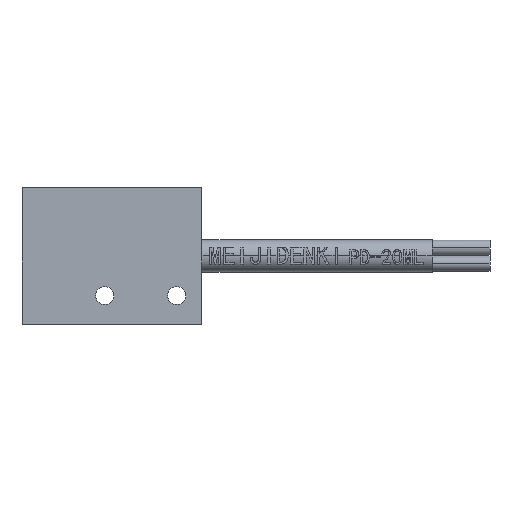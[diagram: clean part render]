
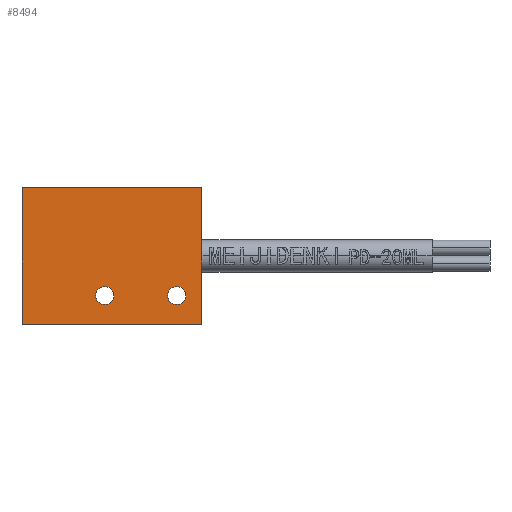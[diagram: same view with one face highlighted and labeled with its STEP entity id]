
A CAD part, top view. The second image highlights one B-rep face of the part: STEP entity #8494.
In plain terms, the highlighted planar face has unit normal (0, 0, 1).
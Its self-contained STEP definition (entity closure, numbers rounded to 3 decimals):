
#2985=DIRECTION('',(0.,-1.,0.));
#2986=VECTOR('',#2985,19.);
#2987=CARTESIAN_POINT('',(12.5,9.5,2.5));
#2988=LINE('',#2987,#2986);
#3051=DIRECTION('',(1.,0.,0.));
#3052=VECTOR('',#3051,25.);
#3053=CARTESIAN_POINT('',(-12.5,9.5,2.5));
#3054=LINE('',#3053,#3052);
#3083=DIRECTION('',(0.,1.,0.));
#3084=VECTOR('',#3083,19.);
#3085=CARTESIAN_POINT('',(-12.5,-9.5,2.5));
#3086=LINE('',#3085,#3084);
#3095=CARTESIAN_POINT('',(-1.,-5.5,2.5));
#3096=DIRECTION('',(0.,0.,1.));
#3097=DIRECTION('',(1.,0.,0.));
#3098=AXIS2_PLACEMENT_3D('',#3095,#3096,#3097);
#3100=CARTESIAN_POINT('',(-1.,-5.5,2.5));
#3101=DIRECTION('',(0.,0.,1.));
#3102=DIRECTION('',(-1.,0.,0.));
#3103=AXIS2_PLACEMENT_3D('',#3100,#3101,#3102);
#3105=CARTESIAN_POINT('',(9.,-5.5,2.5));
#3106=DIRECTION('',(0.,0.,1.));
#3107=DIRECTION('',(1.,0.,0.));
#3108=AXIS2_PLACEMENT_3D('',#3105,#3106,#3107);
#3110=CARTESIAN_POINT('',(9.,-5.5,2.5));
#3111=DIRECTION('',(0.,0.,1.));
#3112=DIRECTION('',(-1.,0.,0.));
#3113=AXIS2_PLACEMENT_3D('',#3110,#3111,#3112);
#3119=DIRECTION('',(-1.,0.,0.));
#3120=VECTOR('',#3119,25.);
#3121=CARTESIAN_POINT('',(12.5,-9.5,2.5));
#3122=LINE('',#3121,#3120);
#3806=CARTESIAN_POINT('',(-12.5,9.5,2.5));
#3808=VERTEX_POINT('',#3806);
#4164=CARTESIAN_POINT('',(12.5,-9.5,2.5));
#4165=VERTEX_POINT('',#4164);
#4288=CARTESIAN_POINT('',(12.5,9.5,2.5));
#4289=VERTEX_POINT('',#4288);
#4547=CARTESIAN_POINT('',(-12.5,-9.5,2.5));
#4548=VERTEX_POINT('',#4547);
#4622=CARTESIAN_POINT('',(0.25,-5.5,2.5));
#4623=CARTESIAN_POINT('',(-2.25,-5.5,2.5));
#4624=VERTEX_POINT('',#4622);
#4625=VERTEX_POINT('',#4623);
#4626=CARTESIAN_POINT('',(10.25,-5.5,2.5));
#4627=CARTESIAN_POINT('',(7.75,-5.5,2.5));
#4628=VERTEX_POINT('',#4626);
#4629=VERTEX_POINT('',#4627);
#8470=CARTESIAN_POINT('',(0.,0.,2.5));
#8471=DIRECTION('',(0.,0.,-1.));
#8472=DIRECTION('',(-1.,0.,0.));
#8473=AXIS2_PLACEMENT_3D('',#8470,#8471,#8472);
#8474=PLANE('',#8473);
#8475=ORIENTED_EDGE('',*,*,#8359,.T.);
#8477=ORIENTED_EDGE('',*,*,#8476,.T.);
#8478=ORIENTED_EDGE('',*,*,#8462,.T.);
#8479=ORIENTED_EDGE('',*,*,#8410,.T.);
#8480=EDGE_LOOP('',(#8475,#8477,#8478,#8479));
#8481=FACE_OUTER_BOUND('',#8480,.F.);
#8483=ORIENTED_EDGE('',*,*,#8482,.T.);
#8485=ORIENTED_EDGE('',*,*,#8484,.T.);
#8486=EDGE_LOOP('',(#8483,#8485));
#8487=FACE_BOUND('',#8486,.F.);
#8489=ORIENTED_EDGE('',*,*,#8488,.T.);
#8491=ORIENTED_EDGE('',*,*,#8490,.T.);
#8492=EDGE_LOOP('',(#8489,#8491));
#8493=FACE_BOUND('',#8492,.F.);
#3099=CIRCLE('',#3098,1.25);
#3104=CIRCLE('',#3103,1.25);
#3109=CIRCLE('',#3108,1.25);
#3114=CIRCLE('',#3113,1.25);
#8359=EDGE_CURVE('',#4289,#4165,#2988,.T.);
#8410=EDGE_CURVE('',#3808,#4289,#3054,.T.);
#8462=EDGE_CURVE('',#4548,#3808,#3086,.T.);
#8476=EDGE_CURVE('',#4165,#4548,#3122,.T.);
#8482=EDGE_CURVE('',#4624,#4625,#3099,.T.);
#8484=EDGE_CURVE('',#4625,#4624,#3104,.T.);
#8488=EDGE_CURVE('',#4628,#4629,#3109,.T.);
#8490=EDGE_CURVE('',#4629,#4628,#3114,.T.);
#8494=ADVANCED_FACE('',(#8481,#8487,#8493),#8474,.F.);
